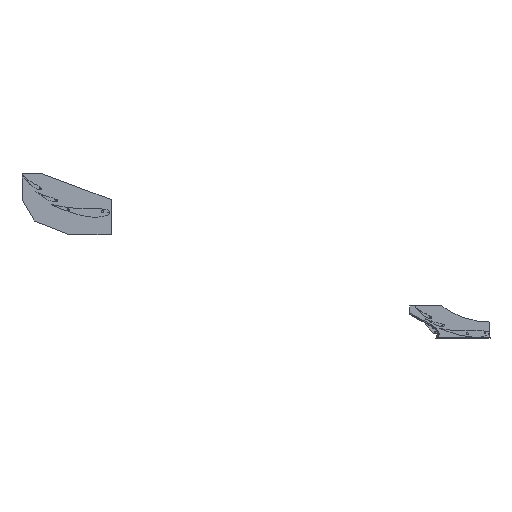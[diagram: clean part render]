
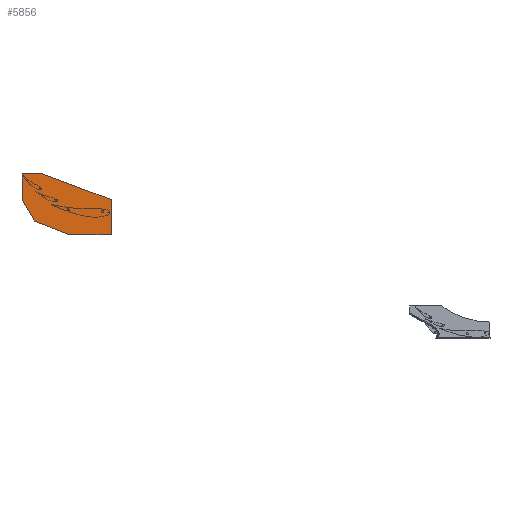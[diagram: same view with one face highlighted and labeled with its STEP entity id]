
A CAD part, front view. The second image highlights one B-rep face of the part: STEP entity #5856.
In plain terms, the highlighted planar face has unit normal (0, -1, 0).
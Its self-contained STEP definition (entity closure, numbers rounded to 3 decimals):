
#489=FACE_BOUND('',#1239,.T.);
#490=FACE_BOUND('',#1240,.T.);
#491=FACE_BOUND('',#1241,.T.);
#583=PLANE('',#6902);
#873=FACE_OUTER_BOUND('',#1238,.T.);
#1238=EDGE_LOOP('',(#5305,#5306,#5307,#5308,#5309,#5310,#5311));
#1239=EDGE_LOOP('',(#5312));
#1240=EDGE_LOOP('',(#5313));
#1241=EDGE_LOOP('',(#5314));
#1621=LINE('',#10907,#2025);
#1629=LINE('',#10929,#2033);
#1632=LINE('',#10935,#2036);
#1635=LINE('',#10940,#2039);
#1636=LINE('',#10943,#2040);
#1638=LINE('',#10946,#2042);
#1642=LINE('',#10960,#2046);
#2025=VECTOR('',#8702,10.);
#2033=VECTOR('',#8720,10.);
#2036=VECTOR('',#8725,10.);
#2039=VECTOR('',#8730,10.);
#2040=VECTOR('',#8733,10.);
#2042=VECTOR('',#8737,10.);
#2046=VECTOR('',#8755,10.);
#2440=CIRCLE('',#6897,2.5);
#2441=CIRCLE('',#6899,2.5);
#2442=CIRCLE('',#6901,2.5);
#2943=VERTEX_POINT('',#10904);
#2944=VERTEX_POINT('',#10906);
#2953=VERTEX_POINT('',#10928);
#2954=VERTEX_POINT('',#10932);
#2955=VERTEX_POINT('',#10934);
#2956=VERTEX_POINT('',#10938);
#2957=VERTEX_POINT('',#10942);
#2958=VERTEX_POINT('',#10948);
#2959=VERTEX_POINT('',#10952);
#2960=VERTEX_POINT('',#10956);
#3723=EDGE_CURVE('',#2943,#2944,#1621,.T.);
#3734=EDGE_CURVE('',#2953,#2944,#1629,.T.);
#3737=EDGE_CURVE('',#2955,#2954,#1632,.T.);
#3740=EDGE_CURVE('',#2943,#2956,#1635,.T.);
#3741=EDGE_CURVE('',#2957,#2953,#1636,.T.);
#3743=EDGE_CURVE('',#2956,#2955,#1638,.T.);
#3744=EDGE_CURVE('',#2958,#2958,#2440,.T.);
#3746=EDGE_CURVE('',#2959,#2959,#2441,.T.);
#3748=EDGE_CURVE('',#2960,#2960,#2442,.T.);
#3750=EDGE_CURVE('',#2954,#2957,#1642,.T.);
#5305=ORIENTED_EDGE('',*,*,#3723,.F.);
#5306=ORIENTED_EDGE('',*,*,#3740,.T.);
#5307=ORIENTED_EDGE('',*,*,#3743,.T.);
#5308=ORIENTED_EDGE('',*,*,#3737,.T.);
#5309=ORIENTED_EDGE('',*,*,#3750,.T.);
#5310=ORIENTED_EDGE('',*,*,#3741,.T.);
#5311=ORIENTED_EDGE('',*,*,#3734,.T.);
#5312=ORIENTED_EDGE('',*,*,#3744,.T.);
#5313=ORIENTED_EDGE('',*,*,#3746,.T.);
#5314=ORIENTED_EDGE('',*,*,#3748,.T.);
#5856=ADVANCED_FACE('',(#873,#489,#490,#491),#583,.T.);
#6897=AXIS2_PLACEMENT_3D('',#10949,#8740,#8741);
#6899=AXIS2_PLACEMENT_3D('',#10953,#8745,#8746);
#6901=AXIS2_PLACEMENT_3D('',#10957,#8750,#8751);
#6902=AXIS2_PLACEMENT_3D('',#10959,#8753,#8754);
#8702=DIRECTION('',(-0.931,0.,0.366));
#8720=DIRECTION('',(0.5,0.,-0.866));
#8725=DIRECTION('',(-0.937,0.,0.351));
#8730=DIRECTION('',(1.,0.,0.));
#8733=DIRECTION('',(0.,0.,-1.));
#8737=DIRECTION('',(0.,0.,1.));
#8740=DIRECTION('center_axis',(0.,1.,0.));
#8741=DIRECTION('ref_axis',(-1.,0.,0.));
#8745=DIRECTION('center_axis',(0.,1.,0.));
#8746=DIRECTION('ref_axis',(-1.,0.,0.));
#8750=DIRECTION('center_axis',(0.,1.,0.));
#8751=DIRECTION('ref_axis',(-1.,0.,0.));
#8753=DIRECTION('center_axis',(0.,-1.,0.));
#8754=DIRECTION('ref_axis',(0.,0.,-1.));
#8755=DIRECTION('',(-1.,0.,0.));
#10904=CARTESIAN_POINT('',(19.517,-2.5,-100.));
#10906=CARTESIAN_POINT('',(-200.483,-2.5,-13.397));
#10907=CARTESIAN_POINT('',(-60.974,-2.5,-68.315));
#10928=CARTESIAN_POINT('',(-277.5,-2.5,120.));
#10929=CARTESIAN_POINT('',(-216.832,-2.5,14.919));
#10932=CARTESIAN_POINT('',(-150.,-2.5,280.));
#10934=CARTESIAN_POINT('',(277.5,-2.5,120.));
#10935=CARTESIAN_POINT('',(175.495,-2.5,158.177));
#10938=CARTESIAN_POINT('',(277.5,-2.5,-100.));
#10940=CARTESIAN_POINT('',(-75.241,-2.5,-100.));
#10942=CARTESIAN_POINT('',(-277.5,-2.5,280.));
#10943=CARTESIAN_POINT('',(-277.5,-2.5,280.));
#10946=CARTESIAN_POINT('',(277.5,-2.5,-280.));
#10948=CARTESIAN_POINT('',(-160.,-2.5,185.));
#10949=CARTESIAN_POINT('Origin',(-162.5,-2.5,185.));
#10952=CARTESIAN_POINT('',(-60.,-2.5,115.));
#10953=CARTESIAN_POINT('Origin',(-62.5,-2.5,115.));
#10956=CARTESIAN_POINT('',(260.,-2.5,40.));
#10957=CARTESIAN_POINT('Origin',(257.5,-2.5,40.));
#10959=CARTESIAN_POINT('Origin',(0.,-2.5,0.));
#10960=CARTESIAN_POINT('',(277.5,-2.5,280.));
